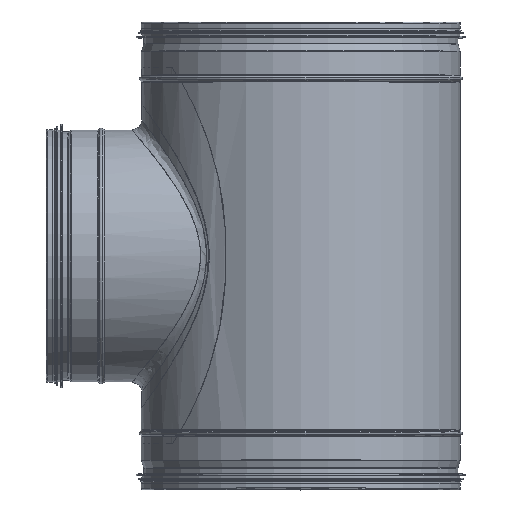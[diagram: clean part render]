
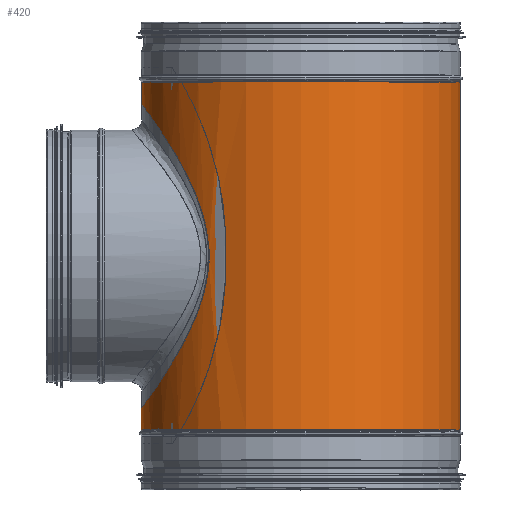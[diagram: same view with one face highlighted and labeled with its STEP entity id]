
A CAD part, top view. The second image highlights one B-rep face of the part: STEP entity #420.
In plain terms, the highlighted cylindrical face has radius 156.925 mm (diameter 313.85 mm), a full revolution.
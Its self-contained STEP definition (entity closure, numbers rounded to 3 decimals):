
#129=CARTESIAN_POINT('',(-90.925,229.5,-127.899));
#130=VERTEX_POINT('',#129);
#170=CARTESIAN_POINT('',(-90.925,229.5,127.899));
#171=VERTEX_POINT('',#170);
#194=CARTESIAN_POINT('',(-156.925,79.5,0.));
#195=VERTEX_POINT('',#194);
#196=CARTESIAN_POINT('',(-90.925,229.5,127.899));
#197=CARTESIAN_POINT('',(-90.925,224.913,127.899));
#198=CARTESIAN_POINT('',(-91.163,220.284,127.731));
#199=CARTESIAN_POINT('',(-92.117,211.018,127.045));
#200=CARTESIAN_POINT('',(-92.832,206.382,126.527));
#201=CARTESIAN_POINT('',(-95.629,192.57,124.443));
#202=CARTESIAN_POINT('',(-98.368,183.492,122.342));
#203=CARTESIAN_POINT('',(-104.91,166.076,116.781));
#204=CARTESIAN_POINT('',(-108.707,157.72,113.315));
#205=CARTESIAN_POINT('',(-116.587,142.087,105.19));
#206=CARTESIAN_POINT('',(-120.667,134.809,100.528));
#207=CARTESIAN_POINT('',(-128.576,121.442,90.207));
#208=CARTESIAN_POINT('',(-132.716,114.868,84.109));
#209=CARTESIAN_POINT('',(-140.492,102.967,70.355));
#210=CARTESIAN_POINT('',(-144.123,97.639,62.7));
#211=CARTESIAN_POINT('',(-150.226,88.847,46.206));
#212=CARTESIAN_POINT('',(-152.702,85.374,37.347));
#213=CARTESIAN_POINT('',(-156.052,80.7,18.982));
#214=CARTESIAN_POINT('',(-156.925,79.5,9.475));
#215=CARTESIAN_POINT('',(-156.925,79.5,0.));
#216=B_SPLINE_CURVE_WITH_KNOTS('',3,(#196,#197,#198,#199,#200,#201,#202,#203,#204,#205,#206,#207,#208,#209,#210,#211,#212,#213,#214,#215),.UNSPECIFIED.,.F.,.U.,(4,2,2,2,2,2,2,2,2,4),(0.0,1.376,2.752,5.504,8.256,11.008,13.85,16.693,19.535,22.378),.UNSPECIFIED.);
#217=EDGE_CURVE('',#171,#195,#216,.T.);
#262=CARTESIAN_POINT('',(-156.925,79.5,0.));
#263=CARTESIAN_POINT('',(-156.925,79.5,-9.475));
#264=CARTESIAN_POINT('',(-156.052,80.7,-18.982));
#265=CARTESIAN_POINT('',(-152.702,85.374,-37.347));
#266=CARTESIAN_POINT('',(-150.226,88.847,-46.206));
#267=CARTESIAN_POINT('',(-144.123,97.639,-62.7));
#268=CARTESIAN_POINT('',(-140.492,102.967,-70.355));
#269=CARTESIAN_POINT('',(-132.716,114.868,-84.109));
#270=CARTESIAN_POINT('',(-128.576,121.442,-90.207));
#271=CARTESIAN_POINT('',(-120.667,134.809,-100.528));
#272=CARTESIAN_POINT('',(-116.587,142.087,-105.19));
#273=CARTESIAN_POINT('',(-108.707,157.72,-113.315));
#274=CARTESIAN_POINT('',(-104.91,166.076,-116.781));
#275=CARTESIAN_POINT('',(-98.368,183.492,-122.342));
#276=CARTESIAN_POINT('',(-95.629,192.57,-124.443));
#277=CARTESIAN_POINT('',(-92.832,206.382,-126.527));
#278=CARTESIAN_POINT('',(-92.117,211.018,-127.045));
#279=CARTESIAN_POINT('',(-91.163,220.284,-127.731));
#280=CARTESIAN_POINT('',(-90.925,224.913,-127.899));
#281=CARTESIAN_POINT('',(-90.925,229.5,-127.899));
#282=B_SPLINE_CURVE_WITH_KNOTS('',3,(#262,#263,#264,#265,#266,#267,#268,#269,#270,#271,#272,#273,#274,#275,#276,#277,#278,#279,#280,#281),.UNSPECIFIED.,.F.,.U.,(4,2,2,2,2,2,2,2,2,4),(22.378,25.22,28.063,30.905,33.748,36.499,39.251,42.003,43.379,44.755),.UNSPECIFIED.);
#283=EDGE_CURVE('',#195,#130,#282,.T.);
#293=CARTESIAN_POINT('',(-156.925,379.5,0.));
#294=VERTEX_POINT('',#293);
#295=CARTESIAN_POINT('',(-156.925,379.5,0.));
#296=CARTESIAN_POINT('',(-156.925,379.5,9.475));
#297=CARTESIAN_POINT('',(-156.052,378.3,18.982));
#298=CARTESIAN_POINT('',(-152.702,373.626,37.347));
#299=CARTESIAN_POINT('',(-150.226,370.153,46.206));
#300=CARTESIAN_POINT('',(-144.123,361.361,62.7));
#301=CARTESIAN_POINT('',(-140.492,356.033,70.355));
#302=CARTESIAN_POINT('',(-132.716,344.132,84.109));
#303=CARTESIAN_POINT('',(-128.576,337.558,90.207));
#304=CARTESIAN_POINT('',(-120.667,324.191,100.528));
#305=CARTESIAN_POINT('',(-116.587,316.913,105.19));
#306=CARTESIAN_POINT('',(-108.707,301.28,113.315));
#307=CARTESIAN_POINT('',(-104.91,292.924,116.781));
#308=CARTESIAN_POINT('',(-98.368,275.508,122.342));
#309=CARTESIAN_POINT('',(-95.629,266.43,124.443));
#310=CARTESIAN_POINT('',(-92.832,252.618,126.527));
#311=CARTESIAN_POINT('',(-92.117,247.982,127.045));
#312=CARTESIAN_POINT('',(-91.163,238.716,127.731));
#313=CARTESIAN_POINT('',(-90.925,234.087,127.899));
#314=CARTESIAN_POINT('',(-90.925,229.5,127.899));
#315=B_SPLINE_CURVE_WITH_KNOTS('',3,(#295,#296,#297,#298,#299,#300,#301,#302,#303,#304,#305,#306,#307,#308,#309,#310,#311,#312,#313,#314),.UNSPECIFIED.,.F.,.U.,(4,2,2,2,2,2,2,2,2,4),(67.133,69.975,72.818,75.66,78.503,81.255,84.007,86.759,88.135,89.511),.UNSPECIFIED.);
#316=EDGE_CURVE('',#294,#171,#315,.T.);
#318=CARTESIAN_POINT('',(-90.925,229.5,-127.899));
#319=CARTESIAN_POINT('',(-90.925,234.087,-127.899));
#320=CARTESIAN_POINT('',(-91.163,238.716,-127.731));
#321=CARTESIAN_POINT('',(-92.117,247.982,-127.045));
#322=CARTESIAN_POINT('',(-92.832,252.618,-126.527));
#323=CARTESIAN_POINT('',(-95.629,266.43,-124.443));
#324=CARTESIAN_POINT('',(-98.368,275.508,-122.342));
#325=CARTESIAN_POINT('',(-104.91,292.924,-116.781));
#326=CARTESIAN_POINT('',(-108.707,301.28,-113.315));
#327=CARTESIAN_POINT('',(-116.587,316.913,-105.19));
#328=CARTESIAN_POINT('',(-120.667,324.191,-100.528));
#329=CARTESIAN_POINT('',(-128.576,337.558,-90.207));
#330=CARTESIAN_POINT('',(-132.716,344.132,-84.109));
#331=CARTESIAN_POINT('',(-140.492,356.033,-70.355));
#332=CARTESIAN_POINT('',(-144.123,361.361,-62.7));
#333=CARTESIAN_POINT('',(-150.226,370.153,-46.206));
#334=CARTESIAN_POINT('',(-152.702,373.626,-37.347));
#335=CARTESIAN_POINT('',(-156.052,378.3,-18.982));
#336=CARTESIAN_POINT('',(-156.925,379.5,-9.475));
#337=CARTESIAN_POINT('',(-156.925,379.5,0.0));
#338=B_SPLINE_CURVE_WITH_KNOTS('',3,(#318,#319,#320,#321,#322,#323,#324,#325,#326,#327,#328,#329,#330,#331,#332,#333,#334,#335,#336,#337),.UNSPECIFIED.,.F.,.U.,(4,2,2,2,2,2,2,2,2,4),(44.755,46.131,47.507,50.259,53.011,55.763,58.605,61.448,64.29,67.133),.UNSPECIFIED.);
#339=EDGE_CURVE('',#130,#294,#338,.T.);
#387=CARTESIAN_POINT('',(0.0,144.,0.0));
#388=DIRECTION('',(0.0,-1.0,0.0));
#389=DIRECTION('',(1.0,0.0,0.0));
#390=AXIS2_PLACEMENT_3D('',#387,#388,#389);
#391=CYLINDRICAL_SURFACE('',#390,156.925);
#392=CARTESIAN_POINT('',(156.925,400.5,0.0));
#393=VERTEX_POINT('',#392);
#394=CARTESIAN_POINT('',(0.0,400.5,0.0));
#395=DIRECTION('',(0.0,-1.0,0.0));
#396=DIRECTION('',(1.0,0.0,0.0));
#397=AXIS2_PLACEMENT_3D('',#394,#395,#396);
#398=CIRCLE('',#397,156.925);
#399=EDGE_CURVE('',#393,#393,#398,.T.);
#400=ORIENTED_EDGE('',*,*,#399,.T.);
#401=EDGE_LOOP('',(#400));
#402=FACE_OUTER_BOUND('',#401,.T.);
#403=ORIENTED_EDGE('',*,*,#283,.T.);
#404=ORIENTED_EDGE('',*,*,#339,.T.);
#405=ORIENTED_EDGE('',*,*,#316,.T.);
#406=ORIENTED_EDGE('',*,*,#217,.T.);
#407=EDGE_LOOP('',(#403,#404,#405,#406));
#408=FACE_BOUND('',#407,.T.);
#409=CARTESIAN_POINT('',(156.925,58.5,0.0));
#410=VERTEX_POINT('',#409);
#411=CARTESIAN_POINT('',(0.0,58.5,0.0));
#412=DIRECTION('',(0.0,-1.0,0.0));
#413=DIRECTION('',(1.0,0.0,0.0));
#414=AXIS2_PLACEMENT_3D('',#411,#412,#413);
#415=CIRCLE('',#414,156.925);
#416=EDGE_CURVE('',#410,#410,#415,.T.);
#417=ORIENTED_EDGE('',*,*,#416,.F.);
#418=EDGE_LOOP('',(#417));
#419=FACE_BOUND('',#418,.T.);
#420=ADVANCED_FACE('',(#402,#408,#419),#391,.T.);
